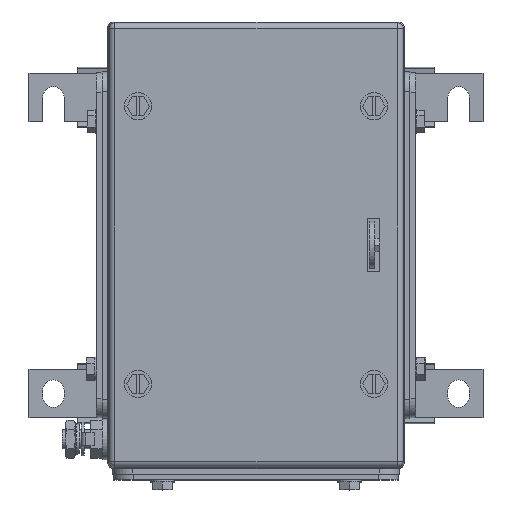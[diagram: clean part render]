
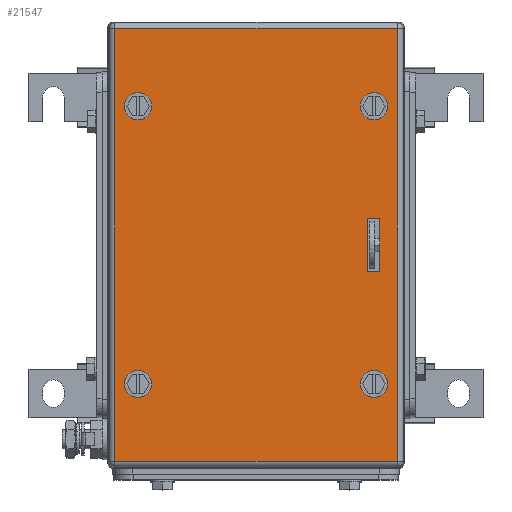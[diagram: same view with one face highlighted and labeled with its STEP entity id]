
A CAD part, top view. The second image highlights one B-rep face of the part: STEP entity #21547.
In plain terms, the highlighted planar face has unit normal (0, 0, 1).
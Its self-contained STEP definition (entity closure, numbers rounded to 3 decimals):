
#21387=AXIS2_PLACEMENT_3D('Circle Axis2P3D',#21385,#21386,$) ;
#21414=AXIS2_PLACEMENT_3D('Plane Axis2P3D',#21411,#21412,#21413) ;
#21452=AXIS2_PLACEMENT_3D('Circle Axis2P3D',#21450,#21451,$) ;
#21461=AXIS2_PLACEMENT_3D('Circle Axis2P3D',#21459,#21460,$) ;
#21470=AXIS2_PLACEMENT_3D('Circle Axis2P3D',#21468,#21469,$) ;
#21479=AXIS2_PLACEMENT_3D('Circle Axis2P3D',#21477,#21478,$) ;
#21488=AXIS2_PLACEMENT_3D('Circle Axis2P3D',#21486,#21487,$) ;
#21497=AXIS2_PLACEMENT_3D('Circle Axis2P3D',#21495,#21496,$) ;
#21506=AXIS2_PLACEMENT_3D('Circle Axis2P3D',#21504,#21505,$) ;
#21382=CARTESIAN_POINT('Vertex',(59.5,196.75,136.5)) ;
#21385=CARTESIAN_POINT('Axis2P3D Location',(56.,196.75,136.5)) ;
#21389=CARTESIAN_POINT('Vertex',(52.5,196.75,136.5)) ;
#21411=CARTESIAN_POINT('Axis2P3D Location',(116.5,125.5,136.5)) ;
#21416=CARTESIAN_POINT('Line Origine',(116.5,236.5,136.5)) ;
#21420=CARTESIAN_POINT('Vertex',(189.,236.5,136.5)) ;
#21422=CARTESIAN_POINT('Vertex',(44.,236.5,136.5)) ;
#21425=CARTESIAN_POINT('Line Origine',(44.,125.5,136.5)) ;
#21429=CARTESIAN_POINT('Vertex',(44.,14.5,136.5)) ;
#21432=CARTESIAN_POINT('Line Origine',(116.5,14.5,136.5)) ;
#21436=CARTESIAN_POINT('Vertex',(189.,14.5,136.5)) ;
#21439=CARTESIAN_POINT('Line Origine',(189.,125.5,136.5)) ;
#21450=CARTESIAN_POINT('Axis2P3D Location',(56.,196.75,136.5)) ;
#21459=CARTESIAN_POINT('Axis2P3D Location',(56.,54.25,136.5)) ;
#21463=CARTESIAN_POINT('Vertex',(52.5,54.25,136.5)) ;
#21465=CARTESIAN_POINT('Vertex',(59.5,54.25,136.5)) ;
#21468=CARTESIAN_POINT('Axis2P3D Location',(56.,54.25,136.5)) ;
#21477=CARTESIAN_POINT('Axis2P3D Location',(177.,54.25,136.5)) ;
#21481=CARTESIAN_POINT('Vertex',(180.5,54.25,136.5)) ;
#21483=CARTESIAN_POINT('Vertex',(173.5,54.25,136.5)) ;
#21486=CARTESIAN_POINT('Axis2P3D Location',(177.,54.25,136.5)) ;
#21495=CARTESIAN_POINT('Axis2P3D Location',(177.,196.75,136.5)) ;
#21499=CARTESIAN_POINT('Vertex',(180.5,196.75,136.5)) ;
#21501=CARTESIAN_POINT('Vertex',(173.5,196.75,136.5)) ;
#21504=CARTESIAN_POINT('Axis2P3D Location',(177.,196.75,136.5)) ;
#21513=CARTESIAN_POINT('Line Origine',(176.75,112.,136.5)) ;
#21517=CARTESIAN_POINT('Vertex',(180.,112.,136.5)) ;
#21519=CARTESIAN_POINT('Vertex',(173.5,112.,136.5)) ;
#21522=CARTESIAN_POINT('Line Origine',(173.5,125.5,136.5)) ;
#21526=CARTESIAN_POINT('Vertex',(173.5,139.,136.5)) ;
#21529=CARTESIAN_POINT('Line Origine',(176.75,139.,136.5)) ;
#21533=CARTESIAN_POINT('Vertex',(180.,139.,136.5)) ;
#21536=CARTESIAN_POINT('Line Origine',(180.,125.5,136.5)) ;
#21386=DIRECTION('Axis2P3D Direction',(0.,0.,1.)) ;
#21412=DIRECTION('Axis2P3D Direction',(0.,0.,1.)) ;
#21413=DIRECTION('Axis2P3D XDirection',(1.,0.,0.)) ;
#21417=DIRECTION('Vector Direction',(1.,0.,0.)) ;
#21426=DIRECTION('Vector Direction',(0.,-1.,0.)) ;
#21433=DIRECTION('Vector Direction',(1.,0.,0.)) ;
#21440=DIRECTION('Vector Direction',(0.,1.,0.)) ;
#21451=DIRECTION('Axis2P3D Direction',(0.,0.,1.)) ;
#21460=DIRECTION('Axis2P3D Direction',(0.,0.,1.)) ;
#21469=DIRECTION('Axis2P3D Direction',(0.,0.,1.)) ;
#21478=DIRECTION('Axis2P3D Direction',(0.,0.,1.)) ;
#21487=DIRECTION('Axis2P3D Direction',(0.,0.,1.)) ;
#21496=DIRECTION('Axis2P3D Direction',(0.,0.,1.)) ;
#21505=DIRECTION('Axis2P3D Direction',(0.,0.,1.)) ;
#21514=DIRECTION('Vector Direction',(-1.,0.,0.)) ;
#21523=DIRECTION('Vector Direction',(0.,1.,0.)) ;
#21530=DIRECTION('Vector Direction',(1.,0.,0.)) ;
#21537=DIRECTION('Vector Direction',(0.,-1.,0.)) ;
#21418=VECTOR('Line Direction',#21417,1.) ;
#21427=VECTOR('Line Direction',#21426,1.) ;
#21434=VECTOR('Line Direction',#21433,1.) ;
#21441=VECTOR('Line Direction',#21440,1.) ;
#21515=VECTOR('Line Direction',#21514,1.) ;
#21524=VECTOR('Line Direction',#21523,1.) ;
#21531=VECTOR('Line Direction',#21530,1.) ;
#21538=VECTOR('Line Direction',#21537,1.) ;
#21445=ORIENTED_EDGE('',*,*,#21424,.T.) ;
#21446=ORIENTED_EDGE('',*,*,#21431,.T.) ;
#21447=ORIENTED_EDGE('',*,*,#21438,.T.) ;
#21448=ORIENTED_EDGE('',*,*,#21443,.T.) ;
#21456=ORIENTED_EDGE('',*,*,#21454,.F.) ;
#21457=ORIENTED_EDGE('',*,*,#21391,.F.) ;
#21474=ORIENTED_EDGE('',*,*,#21467,.F.) ;
#21475=ORIENTED_EDGE('',*,*,#21472,.F.) ;
#21492=ORIENTED_EDGE('',*,*,#21485,.F.) ;
#21493=ORIENTED_EDGE('',*,*,#21490,.F.) ;
#21510=ORIENTED_EDGE('',*,*,#21503,.F.) ;
#21511=ORIENTED_EDGE('',*,*,#21508,.F.) ;
#21542=ORIENTED_EDGE('',*,*,#21521,.T.) ;
#21543=ORIENTED_EDGE('',*,*,#21528,.T.) ;
#21544=ORIENTED_EDGE('',*,*,#21535,.T.) ;
#21545=ORIENTED_EDGE('',*,*,#21540,.T.) ;
#21458=FACE_BOUND('',#21455,.T.) ;
#21476=FACE_BOUND('',#21473,.T.) ;
#21494=FACE_BOUND('',#21491,.T.) ;
#21512=FACE_BOUND('',#21509,.T.) ;
#21546=FACE_BOUND('',#21541,.T.) ;
#21547=ADVANCED_FACE('ZUB_KTB_MH_221513_3GP_AllCATPart.1\\ZUB_DE_KTB_MH_229x152.1\\DE_KTB_MH_PART_MASTER.1\\Koerper.2',(#21449,#21458,#21476,#21494,#21512,#21546),#21415,.T.) ;
#21388=CIRCLE('generated circle',#21387,3.5) ;
#21453=CIRCLE('generated circle',#21452,3.5) ;
#21462=CIRCLE('generated circle',#21461,3.5) ;
#21471=CIRCLE('generated circle',#21470,3.5) ;
#21480=CIRCLE('generated circle',#21479,3.5) ;
#21489=CIRCLE('generated circle',#21488,3.5) ;
#21498=CIRCLE('generated circle',#21497,3.5) ;
#21507=CIRCLE('generated circle',#21506,3.5) ;
#21391=EDGE_CURVE('',#21383,#21390,#21388,.T.) ;
#21424=EDGE_CURVE('',#21421,#21423,#21419,.F.) ;
#21431=EDGE_CURVE('',#21423,#21430,#21428,.T.) ;
#21438=EDGE_CURVE('',#21430,#21437,#21435,.T.) ;
#21443=EDGE_CURVE('',#21437,#21421,#21442,.T.) ;
#21454=EDGE_CURVE('',#21390,#21383,#21453,.T.) ;
#21467=EDGE_CURVE('',#21464,#21466,#21462,.T.) ;
#21472=EDGE_CURVE('',#21466,#21464,#21471,.T.) ;
#21485=EDGE_CURVE('',#21482,#21484,#21480,.T.) ;
#21490=EDGE_CURVE('',#21484,#21482,#21489,.T.) ;
#21503=EDGE_CURVE('',#21500,#21502,#21498,.T.) ;
#21508=EDGE_CURVE('',#21502,#21500,#21507,.T.) ;
#21521=EDGE_CURVE('',#21518,#21520,#21516,.T.) ;
#21528=EDGE_CURVE('',#21520,#21527,#21525,.T.) ;
#21535=EDGE_CURVE('',#21527,#21534,#21532,.T.) ;
#21540=EDGE_CURVE('',#21534,#21518,#21539,.T.) ;
#21444=EDGE_LOOP('',(#21445,#21446,#21447,#21448)) ;
#21455=EDGE_LOOP('',(#21456,#21457)) ;
#21473=EDGE_LOOP('',(#21474,#21475)) ;
#21491=EDGE_LOOP('',(#21492,#21493)) ;
#21509=EDGE_LOOP('',(#21510,#21511)) ;
#21541=EDGE_LOOP('',(#21542,#21543,#21544,#21545)) ;
#21449=FACE_OUTER_BOUND('',#21444,.T.) ;
#21419=LINE('Line',#21416,#21418) ;
#21428=LINE('Line',#21425,#21427) ;
#21435=LINE('Line',#21432,#21434) ;
#21442=LINE('Line',#21439,#21441) ;
#21516=LINE('Line',#21513,#21515) ;
#21525=LINE('Line',#21522,#21524) ;
#21532=LINE('Line',#21529,#21531) ;
#21539=LINE('Line',#21536,#21538) ;
#21415=PLANE('',#21414) ;
#21383=VERTEX_POINT('',#21382) ;
#21390=VERTEX_POINT('',#21389) ;
#21421=VERTEX_POINT('',#21420) ;
#21423=VERTEX_POINT('',#21422) ;
#21430=VERTEX_POINT('',#21429) ;
#21437=VERTEX_POINT('',#21436) ;
#21464=VERTEX_POINT('',#21463) ;
#21466=VERTEX_POINT('',#21465) ;
#21482=VERTEX_POINT('',#21481) ;
#21484=VERTEX_POINT('',#21483) ;
#21500=VERTEX_POINT('',#21499) ;
#21502=VERTEX_POINT('',#21501) ;
#21518=VERTEX_POINT('',#21517) ;
#21520=VERTEX_POINT('',#21519) ;
#21527=VERTEX_POINT('',#21526) ;
#21534=VERTEX_POINT('',#21533) ;
